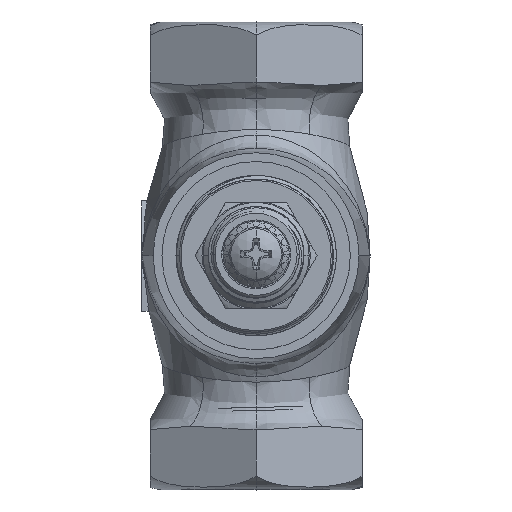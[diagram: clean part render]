
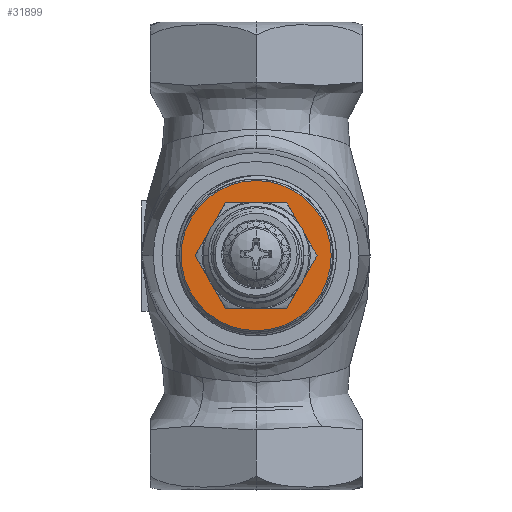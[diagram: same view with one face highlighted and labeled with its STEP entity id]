
A CAD part, top view. The second image highlights one B-rep face of the part: STEP entity #31899.
In plain terms, the highlighted face is planar.
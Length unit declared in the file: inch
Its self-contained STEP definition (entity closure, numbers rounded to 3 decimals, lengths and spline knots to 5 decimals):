
#19521=DIRECTION('',(-0.5,0.,-0.866));
#19522=VECTOR('',#19521,0.35911);
#19523=CARTESIAN_POINT('',(0.35911,1.205,0.));
#19524=LINE('',#19523,#19522);
#19525=DIRECTION('',(-1.,0.,0.));
#19526=VECTOR('',#19525,0.35911);
#19527=CARTESIAN_POINT('',(0.17956,1.205,-0.311));
#19528=LINE('',#19527,#19526);
#19529=DIRECTION('',(-0.5,0.,0.866));
#19530=VECTOR('',#19529,0.35911);
#19531=CARTESIAN_POINT('',(-0.17956,1.205,-0.311));
#19532=LINE('',#19531,#19530);
#19533=DIRECTION('',(0.5,0.,0.866));
#19534=VECTOR('',#19533,0.35911);
#19535=CARTESIAN_POINT('',(-0.35911,1.205,0.));
#19536=LINE('',#19535,#19534);
#19537=DIRECTION('',(1.,0.,0.));
#19538=VECTOR('',#19537,0.35911);
#19539=CARTESIAN_POINT('',(-0.17956,1.205,0.311));
#19540=LINE('',#19539,#19538);
#19541=DIRECTION('',(0.5,0.,-0.866));
#19542=VECTOR('',#19541,0.35911);
#19543=CARTESIAN_POINT('',(0.17956,1.205,0.311));
#19544=LINE('',#19543,#19542);
#21192=CARTESIAN_POINT('',(0.,1.205,0.));
#21193=DIRECTION('',(0.,-1.,0.));
#21194=DIRECTION('',(1.,0.,0.));
#21195=AXIS2_PLACEMENT_3D('',#21192,#21193,#21194);
#21212=CARTESIAN_POINT('',(0.,1.205,0.));
#21213=DIRECTION('',(0.,1.,0.));
#21214=DIRECTION('',(1.,0.,0.));
#21215=AXIS2_PLACEMENT_3D('',#21212,#21213,#21214);
#29659=CARTESIAN_POINT('',(0.35911,1.205,0.));
#29660=CARTESIAN_POINT('',(0.17956,1.205,-0.311));
#29661=VERTEX_POINT('',#29659);
#29662=VERTEX_POINT('',#29660);
#29663=CARTESIAN_POINT('',(-0.17956,1.205,-0.311));
#29664=VERTEX_POINT('',#29663);
#29665=CARTESIAN_POINT('',(-0.35911,1.205,0.));
#29666=VERTEX_POINT('',#29665);
#29667=CARTESIAN_POINT('',(-0.17956,1.205,0.311));
#29668=VERTEX_POINT('',#29667);
#29669=CARTESIAN_POINT('',(0.17956,1.205,0.311));
#29670=VERTEX_POINT('',#29669);
#29679=CARTESIAN_POINT('',(0.4425,1.205,0.));
#29680=CARTESIAN_POINT('',(-0.4425,1.205,0.));
#29681=VERTEX_POINT('',#29679);
#29682=VERTEX_POINT('',#29680);
#31874=CARTESIAN_POINT('',(0.,1.205,0.));
#31875=DIRECTION('',(0.,-1.,0.));
#31876=DIRECTION('',(-1.,0.,0.));
#31877=AXIS2_PLACEMENT_3D('',#31874,#31875,#31876);
#31878=PLANE('',#31877);
#31880=ORIENTED_EDGE('',*,*,#31879,.F.);
#31882=ORIENTED_EDGE('',*,*,#31881,.T.);
#31883=EDGE_LOOP('',(#31880,#31882));
#31884=FACE_OUTER_BOUND('',#31883,.F.);
#31886=ORIENTED_EDGE('',*,*,#31885,.T.);
#31888=ORIENTED_EDGE('',*,*,#31887,.T.);
#31890=ORIENTED_EDGE('',*,*,#31889,.T.);
#31892=ORIENTED_EDGE('',*,*,#31891,.T.);
#31894=ORIENTED_EDGE('',*,*,#31893,.T.);
#31896=ORIENTED_EDGE('',*,*,#31895,.T.);
#31897=EDGE_LOOP('',(#31886,#31888,#31890,#31892,#31894,#31896));
#31898=FACE_BOUND('',#31897,.F.);
#31899=ADVANCED_FACE('',(#31884,#31898),#31878,.F.);
#21196=CIRCLE('',#21195,0.4425);
#21216=CIRCLE('',#21215,0.4425);
#31879=EDGE_CURVE('',#29681,#29682,#21216,.T.);
#31881=EDGE_CURVE('',#29681,#29682,#21196,.T.);
#31885=EDGE_CURVE('',#29661,#29662,#19524,.T.);
#31887=EDGE_CURVE('',#29662,#29664,#19528,.T.);
#31889=EDGE_CURVE('',#29664,#29666,#19532,.T.);
#31891=EDGE_CURVE('',#29666,#29668,#19536,.T.);
#31893=EDGE_CURVE('',#29668,#29670,#19540,.T.);
#31895=EDGE_CURVE('',#29670,#29661,#19544,.T.);
